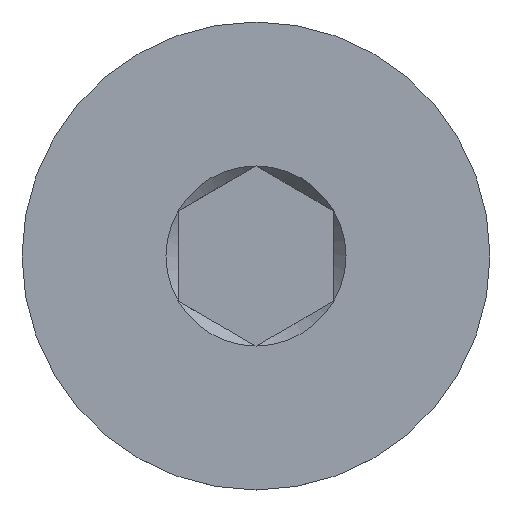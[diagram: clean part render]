
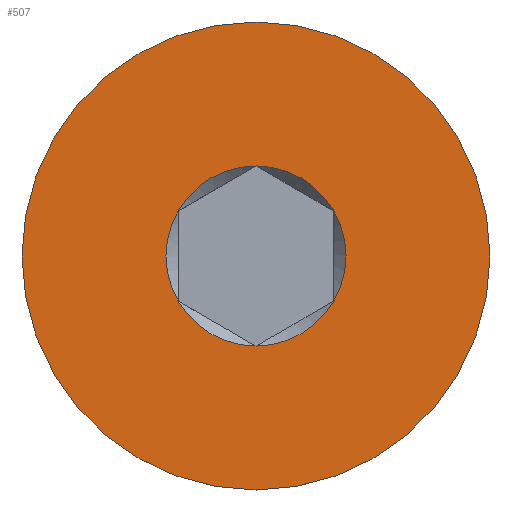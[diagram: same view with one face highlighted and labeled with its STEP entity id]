
A CAD part, top view. The second image highlights one B-rep face of the part: STEP entity #507.
In plain terms, the highlighted planar face has unit normal (0, 0, 1).
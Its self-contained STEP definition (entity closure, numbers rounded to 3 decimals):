
#17=FACE_BOUND('',#100,.T.);
#18=PLANE('',#573);
#67=FACE_OUTER_BOUND('',#99,.T.);
#99=EDGE_LOOP('',(#395,#396));
#100=EDGE_LOOP('',(#397,#398,#399,#400,#401,#402));
#125=CIRCLE('',#564,2.309);
#126=CIRCLE('',#566,6.);
#127=CIRCLE('',#567,6.);
#132=CIRCLE('',#574,2.309);
#133=CIRCLE('',#575,2.309);
#134=CIRCLE('',#576,2.309);
#135=CIRCLE('',#577,2.309);
#136=CIRCLE('',#578,2.309);
#231=VERTEX_POINT('',#2030);
#232=VERTEX_POINT('',#2031);
#233=VERTEX_POINT('',#2037);
#234=VERTEX_POINT('',#2038);
#240=VERTEX_POINT('',#2085);
#241=VERTEX_POINT('',#2087);
#242=VERTEX_POINT('',#2089);
#243=VERTEX_POINT('',#2091);
#291=EDGE_CURVE('',#231,#232,#125,.T.);
#292=EDGE_CURVE('',#233,#234,#126,.T.);
#293=EDGE_CURVE('',#234,#233,#127,.T.);
#302=EDGE_CURVE('',#232,#240,#132,.T.);
#303=EDGE_CURVE('',#240,#241,#133,.T.);
#304=EDGE_CURVE('',#241,#242,#134,.T.);
#305=EDGE_CURVE('',#242,#243,#135,.T.);
#306=EDGE_CURVE('',#243,#231,#136,.T.);
#395=ORIENTED_EDGE('',*,*,#292,.T.);
#396=ORIENTED_EDGE('',*,*,#293,.T.);
#397=ORIENTED_EDGE('',*,*,#302,.T.);
#398=ORIENTED_EDGE('',*,*,#303,.T.);
#399=ORIENTED_EDGE('',*,*,#304,.T.);
#400=ORIENTED_EDGE('',*,*,#305,.T.);
#401=ORIENTED_EDGE('',*,*,#306,.T.);
#402=ORIENTED_EDGE('',*,*,#291,.T.);
#507=ADVANCED_FACE('',(#67,#17),#18,.F.);
#564=AXIS2_PLACEMENT_3D('',#2035,#644,#645);
#566=AXIS2_PLACEMENT_3D('',#2039,#648,#649);
#567=AXIS2_PLACEMENT_3D('',#2040,#650,#651);
#573=AXIS2_PLACEMENT_3D('',#2084,#664,#665);
#574=AXIS2_PLACEMENT_3D('',#2086,#666,#667);
#575=AXIS2_PLACEMENT_3D('',#2088,#668,#669);
#576=AXIS2_PLACEMENT_3D('',#2090,#670,#671);
#577=AXIS2_PLACEMENT_3D('',#2092,#672,#673);
#578=AXIS2_PLACEMENT_3D('',#2093,#674,#675);
#644=DIRECTION('center_axis',(0.,0.,-1.));
#645=DIRECTION('ref_axis',(-1.,0.,0.));
#648=DIRECTION('center_axis',(0.,0.,1.));
#649=DIRECTION('ref_axis',(0.,-1.,0.));
#650=DIRECTION('center_axis',(0.,0.,1.));
#651=DIRECTION('ref_axis',(0.,-1.,0.));
#664=DIRECTION('center_axis',(0.,0.,-1.));
#665=DIRECTION('ref_axis',(0.,1.,0.));
#666=DIRECTION('center_axis',(0.,0.,-1.));
#667=DIRECTION('ref_axis',(-1.,0.,0.));
#668=DIRECTION('center_axis',(0.,0.,-1.));
#669=DIRECTION('ref_axis',(-1.,0.,0.));
#670=DIRECTION('center_axis',(0.,0.,-1.));
#671=DIRECTION('ref_axis',(-1.,0.,0.));
#672=DIRECTION('center_axis',(0.,0.,-1.));
#673=DIRECTION('ref_axis',(-1.,0.,0.));
#674=DIRECTION('center_axis',(0.,0.,-1.));
#675=DIRECTION('ref_axis',(-1.,0.,0.));
#2030=CARTESIAN_POINT('',(-2.,-1.155,4.));
#2031=CARTESIAN_POINT('',(-2.,1.155,4.));
#2035=CARTESIAN_POINT('Origin',(0.,0.,4.));
#2037=CARTESIAN_POINT('',(0.,-6.,4.));
#2038=CARTESIAN_POINT('',(0.,6.,4.));
#2039=CARTESIAN_POINT('Origin',(0.,0.,4.));
#2040=CARTESIAN_POINT('Origin',(0.,0.,4.));
#2084=CARTESIAN_POINT('Origin',(0.,0.,
4.));
#2085=CARTESIAN_POINT('',(0.,2.309,4.));
#2086=CARTESIAN_POINT('Origin',(0.,0.,4.));
#2087=CARTESIAN_POINT('',(2.,1.155,4.));
#2088=CARTESIAN_POINT('Origin',(0.,0.,4.));
#2089=CARTESIAN_POINT('',(2.,-1.155,4.));
#2090=CARTESIAN_POINT('Origin',(0.,0.,4.));
#2091=CARTESIAN_POINT('',(0.,-2.309,4.));
#2092=CARTESIAN_POINT('Origin',(0.,0.,4.));
#2093=CARTESIAN_POINT('Origin',(0.,0.,4.));
